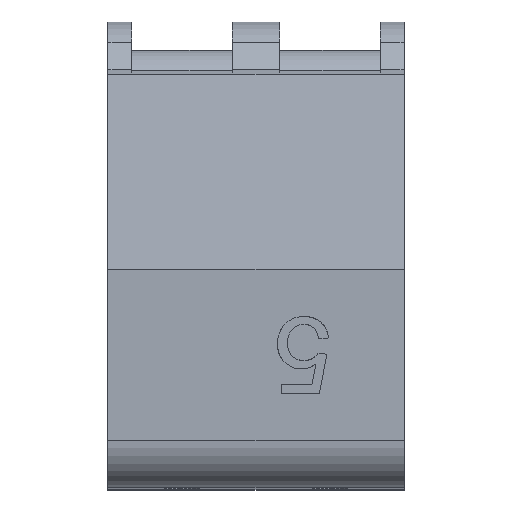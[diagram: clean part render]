
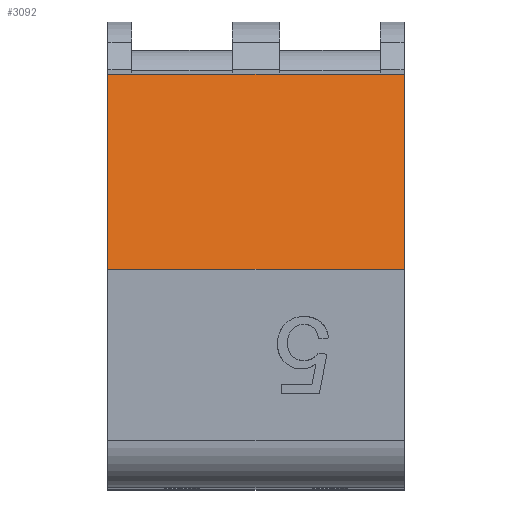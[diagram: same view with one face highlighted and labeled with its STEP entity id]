
A CAD part, top view. The second image highlights one B-rep face of the part: STEP entity #3092.
In plain terms, the highlighted planar face has unit normal (0, 0.174, 0.985).
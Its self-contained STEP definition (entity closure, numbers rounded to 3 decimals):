
#378=FACE_OUTER_BOUND('',#595,.T.);
#595=EDGE_LOOP('',(#2630,#2631,#2632,#2633));
#773=LINE('',#4853,#1053);
#864=LINE('',#5097,#1144);
#882=LINE('',#5135,#1162);
#883=LINE('',#5137,#1163);
#1053=VECTOR('',#3763,25.);
#1144=VECTOR('',#3996,16.856);
#1162=VECTOR('',#4034,25.);
#1163=VECTOR('',#4037,16.856);
#1388=VERTEX_POINT('',#4850);
#1389=VERTEX_POINT('',#4852);
#1471=VERTEX_POINT('',#5095);
#1481=VERTEX_POINT('',#5133);
#1737=EDGE_CURVE('',#1388,#1389,#773,.T.);
#1857=EDGE_CURVE('',#1388,#1471,#864,.T.);
#1876=EDGE_CURVE('',#1471,#1481,#882,.T.);
#1877=EDGE_CURVE('',#1481,#1389,#883,.T.);
#2630=ORIENTED_EDGE('',*,*,#1877,.T.);
#2631=ORIENTED_EDGE('',*,*,#1737,.F.);
#2632=ORIENTED_EDGE('',*,*,#1857,.T.);
#2633=ORIENTED_EDGE('',*,*,#1876,.T.);
#2771=PLANE('',#3317);
#3092=ADVANCED_FACE('',(#378),#2771,.T.);
#3317=AXIS2_PLACEMENT_3D('',#5136,#4035,#4036);
#3763=DIRECTION('',(1.,0.,0.));
#3996=DIRECTION('',(0.,-0.985,0.174));
#4034=DIRECTION('',(1.,0.,0.));
#4035=DIRECTION('center_axis',(0.,0.174,0.985));
#4036=DIRECTION('ref_axis',(1.,0.,0.));
#4037=DIRECTION('',(0.,0.985,-0.174));
#4850=CARTESIAN_POINT('',(-12.5,35.,58.273));
#4852=CARTESIAN_POINT('',(12.5,35.,58.273));
#4853=CARTESIAN_POINT('',(0.,35.,58.273));
#5095=CARTESIAN_POINT('',(-12.5,18.4,61.2));
#5097=CARTESIAN_POINT('',(-12.5,35.,58.273));
#5133=CARTESIAN_POINT('',(12.5,18.4,61.2));
#5135=CARTESIAN_POINT('',(0.,18.4,61.2));
#5136=CARTESIAN_POINT('Origin',(0.,18.4,61.2));
#5137=CARTESIAN_POINT('',(12.5,35.,58.273));
